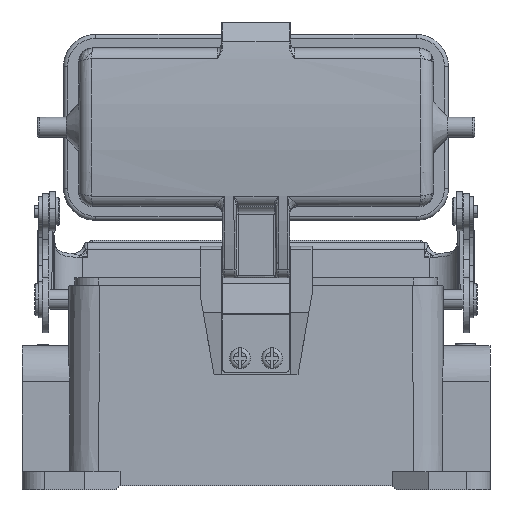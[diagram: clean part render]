
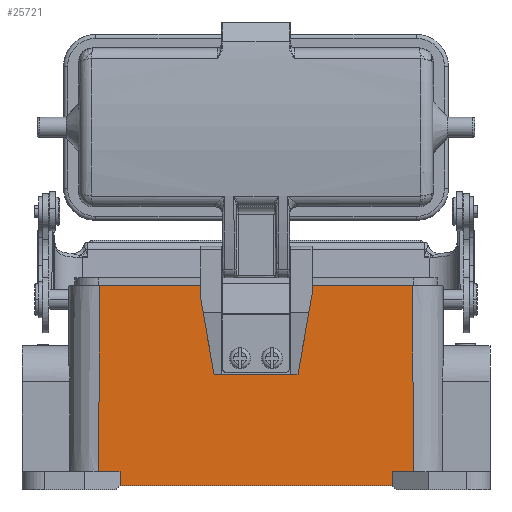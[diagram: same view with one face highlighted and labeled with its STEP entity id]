
A CAD part, front view. The second image highlights one B-rep face of the part: STEP entity #25721.
In plain terms, the highlighted planar face has unit normal (0, -1, 0.009).
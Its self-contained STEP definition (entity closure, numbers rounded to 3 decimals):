
#18156=DIRECTION('',(0.,0.009,1.));
#18157=VECTOR('',#18156,46.502);
#18158=CARTESIAN_POINT('',(39.25,-21.906,
-22.));
#18159=LINE('',#18158,#18157);
#18185=DIRECTION('',(1.,0.,0.));
#18186=VECTOR('',#18185,5.25);
#18187=CARTESIAN_POINT('',(34.,-21.906,-22.));
#18188=LINE('',#18187,#18186);
#18369=DIRECTION('',(0.,0.009,1.));
#18370=VECTOR('',#18369,3.5);
#18371=CARTESIAN_POINT('',(34.,-21.936,-25.5));
#18372=LINE('',#18371,#18370);
#18390=DIRECTION('',(1.,0.,0.));
#18391=VECTOR('',#18390,37.65);
#18392=CARTESIAN_POINT('',(-39.25,-21.5,
24.5));
#18393=LINE('',#18392,#18391);
#18397=DIRECTION('',(0.,0.009,1.));
#18398=VECTOR('',#18397,3.);
#18399=CARTESIAN_POINT('',(1.6,-21.526,21.5));
#18400=LINE('',#18399,#18398);
#18404=DIRECTION('',(1.,0.,0.));
#18405=VECTOR('',#18404,37.65);
#18406=CARTESIAN_POINT('',(1.6,-21.5,24.5));
#18407=LINE('',#18406,#18405);
#18411=CARTESIAN_POINT('',(0.,-21.542,
19.712));
#18412=DIRECTION('',(0.,-1.,0.009));
#18413=DIRECTION('',(0.,-0.009,-1.));
#18414=AXIS2_PLACEMENT_3D('',#18411,#18412,#18413);
#18419=CARTESIAN_POINT('',(0.,-21.542,
19.712));
#18420=DIRECTION('',(0.,-1.,0.009));
#18421=DIRECTION('',(1.,0.,0.));
#18422=AXIS2_PLACEMENT_3D('',#18419,#18420,#18421);
#18427=CARTESIAN_POINT('',(0.,-21.542,
19.712));
#18428=DIRECTION('',(0.,-1.,0.009));
#18429=DIRECTION('',(0.,0.009,1.));
#18430=AXIS2_PLACEMENT_3D('',#18427,#18428,#18429);
#18435=CARTESIAN_POINT('',(-4.,-21.66,6.212));
#18436=DIRECTION('',(0.,-1.,0.009));
#18437=DIRECTION('',(0.,-0.009,-1.));
#18438=AXIS2_PLACEMENT_3D('',#18435,#18436,#18437);
#18443=CARTESIAN_POINT('',(-4.,-21.66,6.212));
#18444=DIRECTION('',(0.,-1.,0.009));
#18445=DIRECTION('',(1.,0.,0.));
#18446=AXIS2_PLACEMENT_3D('',#18443,#18444,#18445);
#18451=CARTESIAN_POINT('',(-4.,-21.66,6.212));
#18452=DIRECTION('',(0.,-1.,0.009));
#18453=DIRECTION('',(0.,0.009,1.));
#18454=AXIS2_PLACEMENT_3D('',#18451,#18452,#18453);
#18459=CARTESIAN_POINT('',(4.,-21.66,6.212));
#18460=DIRECTION('',(0.,-1.,0.009));
#18461=DIRECTION('',(0.,-0.009,-1.));
#18462=AXIS2_PLACEMENT_3D('',#18459,#18460,#18461);
#18467=CARTESIAN_POINT('',(4.,-21.66,6.212));
#18468=DIRECTION('',(0.,-1.,0.009));
#18469=DIRECTION('',(1.,0.,0.));
#18470=AXIS2_PLACEMENT_3D('',#18467,#18468,#18469);
#18475=CARTESIAN_POINT('',(4.,-21.66,6.212));
#18476=DIRECTION('',(0.,-1.,0.009));
#18477=DIRECTION('',(0.,0.009,1.));
#18478=AXIS2_PLACEMENT_3D('',#18475,#18476,#18477);
#18483=DIRECTION('',(0.,0.009,1.));
#18484=VECTOR('',#18483,3.);
#18485=CARTESIAN_POINT('',(-1.6,-21.526,21.5));
#18486=LINE('',#18485,#18484);
#18497=DIRECTION('',(-1.,0.,0.));
#18498=VECTOR('',#18497,3.2);
#18499=CARTESIAN_POINT('',(1.6,-21.526,21.5));
#18500=LINE('',#18499,#18498);
#18539=DIRECTION('',(1.,0.,0.));
#18540=VECTOR('',#18539,68.);
#18541=CARTESIAN_POINT('',(-34.,-21.936,-25.5));
#18542=LINE('',#18541,#18540);
#18759=DIRECTION('',(0.,-0.009,-1.));
#18760=VECTOR('',#18759,3.5);
#18761=CARTESIAN_POINT('',(-34.,-21.906,-22.));
#18762=LINE('',#18761,#18760);
#18788=DIRECTION('',(1.,0.,0.));
#18789=VECTOR('',#18788,5.25);
#18790=CARTESIAN_POINT('',(-39.25,-21.906,
-22.));
#18791=LINE('',#18790,#18789);
#18875=DIRECTION('',(0.,-0.009,-1.));
#18876=VECTOR('',#18875,46.502);
#18877=CARTESIAN_POINT('',(-39.25,-21.5,
24.5));
#18878=LINE('',#18877,#18876);
#23833=CARTESIAN_POINT('',(-1.6,-21.5,24.5));
#23834=VERTEX_POINT('',#23833);
#23835=CARTESIAN_POINT('',(-39.25,-21.5,
24.5));
#23836=VERTEX_POINT('',#23835);
#23897=CARTESIAN_POINT('',(39.25,-21.5,
24.5));
#23898=VERTEX_POINT('',#23897);
#23899=CARTESIAN_POINT('',(1.6,-21.5,24.5));
#23900=VERTEX_POINT('',#23899);
#23995=CARTESIAN_POINT('',(39.25,-21.906,
-22.));
#23996=VERTEX_POINT('',#23995);
#24003=CARTESIAN_POINT('',(34.,-21.906,-22.));
#24004=VERTEX_POINT('',#24003);
#24030=CARTESIAN_POINT('',(34.,-21.936,-25.5));
#24032=VERTEX_POINT('',#24030);
#24033=CARTESIAN_POINT('',(-1.6,-21.526,21.5));
#24034=VERTEX_POINT('',#24033);
#24035=CARTESIAN_POINT('',(1.6,-21.526,21.5));
#24036=VERTEX_POINT('',#24035);
#24037=CARTESIAN_POINT('',(-34.,-21.936,-25.5));
#24038=VERTEX_POINT('',#24037);
#24039=CARTESIAN_POINT('',(-34.,-21.906,-22.));
#24040=VERTEX_POINT('',#24039);
#24041=CARTESIAN_POINT('',(-39.25,-21.906,
-22.));
#24042=VERTEX_POINT('',#24041);
#24043=CARTESIAN_POINT('',(0.,-21.555,
18.212));
#24044=CARTESIAN_POINT('',(1.5,-21.542,19.712));
#24045=VERTEX_POINT('',#24043);
#24046=VERTEX_POINT('',#24044);
#24047=CARTESIAN_POINT('',(0.,-21.529,
21.212));
#24048=VERTEX_POINT('',#24047);
#24049=CARTESIAN_POINT('',(-4.,-21.673,4.712));
#24050=CARTESIAN_POINT('',(-2.5,-21.66,6.212));
#24051=VERTEX_POINT('',#24049);
#24052=VERTEX_POINT('',#24050);
#24053=CARTESIAN_POINT('',(-4.,-21.647,7.712));
#24054=VERTEX_POINT('',#24053);
#24055=CARTESIAN_POINT('',(4.,-21.673,4.712));
#24056=CARTESIAN_POINT('',(5.5,-21.66,6.212));
#24057=VERTEX_POINT('',#24055);
#24058=VERTEX_POINT('',#24056);
#24059=CARTESIAN_POINT('',(4.,-21.647,7.712));
#24060=VERTEX_POINT('',#24059);
#25671=CARTESIAN_POINT('',(-41.628,-21.5,24.5));
#25672=DIRECTION('',(0.,-1.,0.009));
#25673=DIRECTION('',(-1.,0.,0.));
#25674=AXIS2_PLACEMENT_3D('',#25671,#25672,#25673);
#25675=PLANE('',#25674);
#25676=ORIENTED_EDGE('',*,*,#25049,.T.);
#25678=ORIENTED_EDGE('',*,*,#25677,.F.);
#25680=ORIENTED_EDGE('',*,*,#25679,.F.);
#25682=ORIENTED_EDGE('',*,*,#25681,.T.);
#25683=ORIENTED_EDGE('',*,*,#25249,.T.);
#25684=ORIENTED_EDGE('',*,*,#25519,.F.);
#25685=ORIENTED_EDGE('',*,*,#25539,.F.);
#25686=ORIENTED_EDGE('',*,*,#25663,.F.);
#25688=ORIENTED_EDGE('',*,*,#25687,.F.);
#25690=ORIENTED_EDGE('',*,*,#25689,.F.);
#25692=ORIENTED_EDGE('',*,*,#25691,.F.);
#25694=ORIENTED_EDGE('',*,*,#25693,.F.);
#25695=EDGE_LOOP('',(#25676,#25678,#25680,#25682,#25683,#25684,#25685,#25686,
#25688,#25690,#25692,#25694));
#25696=FACE_OUTER_BOUND('',#25695,.F.);
#25698=ORIENTED_EDGE('',*,*,#25697,.T.);
#25700=ORIENTED_EDGE('',*,*,#25699,.T.);
#25702=ORIENTED_EDGE('',*,*,#25701,.T.);
#25703=EDGE_LOOP('',(#25698,#25700,#25702));
#25704=FACE_BOUND('',#25703,.F.);
#25706=ORIENTED_EDGE('',*,*,#25705,.T.);
#25708=ORIENTED_EDGE('',*,*,#25707,.T.);
#25710=ORIENTED_EDGE('',*,*,#25709,.T.);
#25711=EDGE_LOOP('',(#25706,#25708,#25710));
#25712=FACE_BOUND('',#25711,.F.);
#25714=ORIENTED_EDGE('',*,*,#25713,.T.);
#25716=ORIENTED_EDGE('',*,*,#25715,.T.);
#25718=ORIENTED_EDGE('',*,*,#25717,.T.);
#25719=EDGE_LOOP('',(#25714,#25716,#25718));
#25720=FACE_BOUND('',#25719,.F.);
#25721=ADVANCED_FACE('',(#25696,#25704,#25712,#25720),#25675,.T.);
#18415=CIRCLE('',#18414,1.5);
#18423=CIRCLE('',#18422,1.5);
#18431=CIRCLE('',#18430,1.5);
#18439=CIRCLE('',#18438,1.5);
#18447=CIRCLE('',#18446,1.5);
#18455=CIRCLE('',#18454,1.5);
#18463=CIRCLE('',#18462,1.5);
#18471=CIRCLE('',#18470,1.5);
#18479=CIRCLE('',#18478,1.5);
#25049=EDGE_CURVE('',#23836,#23834,#18393,.T.);
#25249=EDGE_CURVE('',#23900,#23898,#18407,.T.);
#25519=EDGE_CURVE('',#23996,#23898,#18159,.T.);
#25539=EDGE_CURVE('',#24004,#23996,#18188,.T.);
#25663=EDGE_CURVE('',#24032,#24004,#18372,.T.);
#25677=EDGE_CURVE('',#24034,#23834,#18486,.T.);
#25679=EDGE_CURVE('',#24036,#24034,#18500,.T.);
#25681=EDGE_CURVE('',#24036,#23900,#18400,.T.);
#25687=EDGE_CURVE('',#24038,#24032,#18542,.T.);
#25689=EDGE_CURVE('',#24040,#24038,#18762,.T.);
#25691=EDGE_CURVE('',#24042,#24040,#18791,.T.);
#25693=EDGE_CURVE('',#23836,#24042,#18878,.T.);
#25697=EDGE_CURVE('',#24045,#24046,#18415,.T.);
#25699=EDGE_CURVE('',#24046,#24048,#18423,.T.);
#25701=EDGE_CURVE('',#24048,#24045,#18431,.T.);
#25705=EDGE_CURVE('',#24051,#24052,#18439,.T.);
#25707=EDGE_CURVE('',#24052,#24054,#18447,.T.);
#25709=EDGE_CURVE('',#24054,#24051,#18455,.T.);
#25713=EDGE_CURVE('',#24057,#24058,#18463,.T.);
#25715=EDGE_CURVE('',#24058,#24060,#18471,.T.);
#25717=EDGE_CURVE('',#24060,#24057,#18479,.T.);
